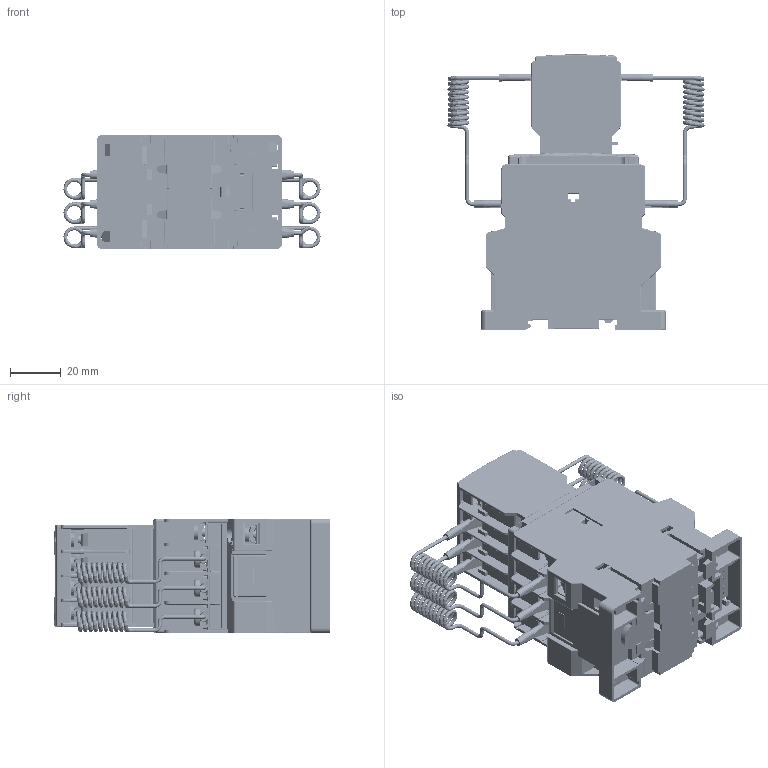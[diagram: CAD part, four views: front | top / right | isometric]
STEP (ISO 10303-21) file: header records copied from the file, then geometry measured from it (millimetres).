
FILE_DESCRIPTION((''),'2;1');
FILE_NAME('CEM15CK_004643808','2017-07-21T',('aljaz.cop'),('Audax d.o.o.'),'CREO PARAMETRIC BY PTC INC, 2015380','CREO PARAMETRIC BY PTC INC, 2015380','');
FILE_SCHEMA(('CONFIG_CONTROL_DESIGN'));
Products named in the file (1): CEM15CK_004643808
Bounding box: 101.19 x 108.28 x 45.07 mm (x, y, z)
Volume: 59468.7 mm3; surface area: 103940.3 mm2
Topology: 2 solids, 3 shells, 7722 faces, 23162 edges, 15077 vertices
Faces by surface type: plane 5505, cylinder 1480, extrusion 240, torus 204, bspline 181, sphere 58, cone 54
Entity records: 375627 total; most frequent: CARTESIAN_POINT 169732, ORIENTED_EDGE 46140, DIRECTION 38630, EDGE_CURVE 23070, VECTOR 17496, LINE 17256, VERTEX_POINT 15077, AXIS2_PLACEMENT_3D 10567
